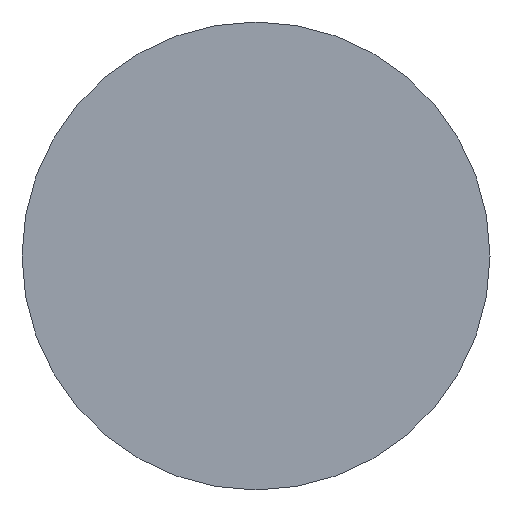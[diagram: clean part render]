
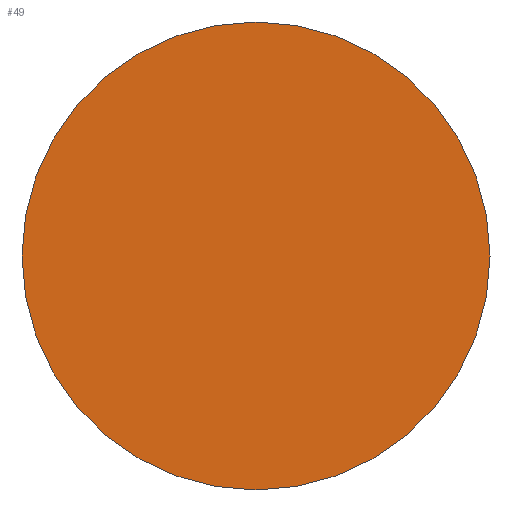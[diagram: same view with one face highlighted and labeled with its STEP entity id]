
A CAD part, top view. The second image highlights one B-rep face of the part: STEP entity #49.
In plain terms, the highlighted planar face has unit normal (0, 0, 1).
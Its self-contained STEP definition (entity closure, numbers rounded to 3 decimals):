
#22=FACE_OUTER_BOUND('',#26,.T.);
#26=EDGE_LOOP('',(#41));
#32=CIRCLE('',#56,9.487);
#35=VERTEX_POINT('',#80);
#38=EDGE_CURVE('',#35,#35,#32,.T.);
#41=ORIENTED_EDGE('',*,*,#38,.F.);
#47=PLANE('',#55);
#49=ADVANCED_FACE('',(#22),#47,.F.);
#55=AXIS2_PLACEMENT_3D('',#79,#64,#65);
#56=AXIS2_PLACEMENT_3D('',#81,#66,#67);
#64=DIRECTION('center_axis',(0.,0.,-1.));
#65=DIRECTION('ref_axis',(-1.,0.,0.));
#66=DIRECTION('center_axis',(0.,0.,-1.));
#67=DIRECTION('ref_axis',(0.,-1.,0.));
#79=CARTESIAN_POINT('Origin',(0.,0.,-110.5));
#80=CARTESIAN_POINT('',(0.,9.487,-110.5));
#81=CARTESIAN_POINT('Origin',(0.,0.,-110.5));
